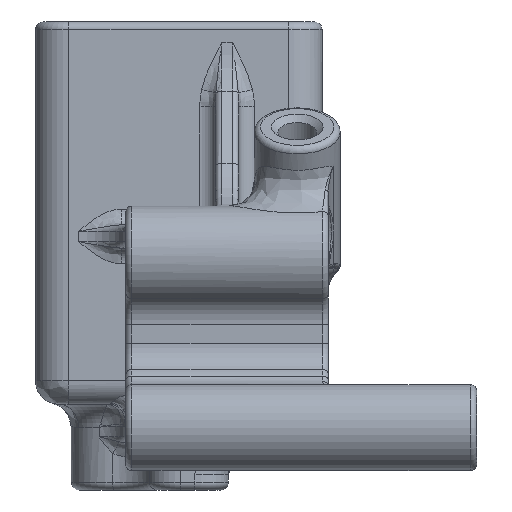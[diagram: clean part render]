
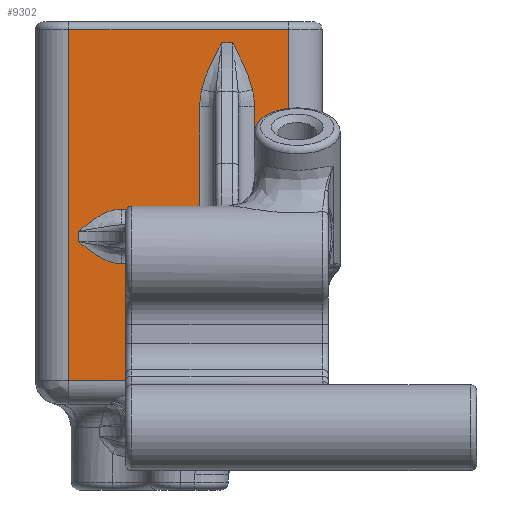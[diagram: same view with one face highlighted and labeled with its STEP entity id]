
A CAD part, left-side view. The second image highlights one B-rep face of the part: STEP entity #9302.
In plain terms, the highlighted planar face has unit normal (-1, 0, 0).
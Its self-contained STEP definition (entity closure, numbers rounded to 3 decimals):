
#188=ELLIPSE('',#10110,2.721,1.4);
#189=ELLIPSE('',#10111,2.721,1.4);
#244=PLANE('',#10109);
#599=LINE('',#16252,#1020);
#607=LINE('',#16288,#1028);
#608=LINE('',#16292,#1029);
#609=LINE('',#16307,#1030);
#610=LINE('',#16318,#1031);
#611=LINE('',#16320,#1032);
#612=LINE('',#16331,#1033);
#613=LINE('',#16342,#1034);
#614=LINE('',#16344,#1035);
#615=LINE('',#16346,#1036);
#616=LINE('',#16348,#1037);
#617=LINE('',#16350,#1038);
#618=LINE('',#16352,#1039);
#619=LINE('',#16353,#1040);
#1020=VECTOR('',#11612,10.);
#1028=VECTOR('',#11646,10.);
#1029=VECTOR('',#11651,10.);
#1030=VECTOR('',#11652,10.);
#1031=VECTOR('',#11653,10.);
#1032=VECTOR('',#11654,10.);
#1033=VECTOR('',#11657,10.);
#1034=VECTOR('',#11660,10.);
#1035=VECTOR('',#11661,10.);
#1036=VECTOR('',#11662,10.);
#1037=VECTOR('',#11663,10.);
#1038=VECTOR('',#11664,2.15);
#1039=VECTOR('',#11665,10.);
#1040=VECTOR('',#11666,10.);
#1464=FACE_OUTER_BOUND('',#2117,.T.);
#2117=EDGE_LOOP('',(#6510,#6511,#6512,#6513,#6514,#6515,#6516,#6517,#6518,
#6519,#6520,#6521,#6522,#6523,#6524,#6525,#6526,#6527,#6528,#6529));
#3494=B_SPLINE_CURVE_WITH_KNOTS('',3,(#16294,#16295,#16296,#16297,#16298,
#16299,#16300,#16301,#16302,#16303,#16304,#16305),.UNSPECIFIED.,.F.,.F.,
(4,2,1,1,1,1,1,1,4),(-0.313,-0.313,-0.219,
-0.188,-0.125,-0.094,-0.063,
-0.031,0.),.UNSPECIFIED.);
#3495=B_SPLINE_CURVE_WITH_KNOTS('',3,(#16309,#16310,#16311,#16312,#16313,
#16314,#16315,#16316),.UNSPECIFIED.,.F.,.F.,(4,1,1,2,4),(-0.313,
-0.188,-0.125,0.,0.001),
 .UNSPECIFIED.);
#3496=B_SPLINE_CURVE_WITH_KNOTS('',3,(#16324,#16325,#16326,#16327,#16328,
#16329),.UNSPECIFIED.,.F.,.F.,(4,2,4),(-0.326,-0.325,
0.),.UNSPECIFIED.);
#3497=B_SPLINE_CURVE_WITH_KNOTS('',3,(#16333,#16334,#16335,#16336,#16337,
#16338),.UNSPECIFIED.,.F.,.F.,(4,2,4),(-0.325,0.,0.001),
 .UNSPECIFIED.);
#3971=VERTEX_POINT('',#16247);
#3972=VERTEX_POINT('',#16250);
#3981=VERTEX_POINT('',#16287);
#3982=VERTEX_POINT('',#16291);
#3983=VERTEX_POINT('',#16293);
#3984=VERTEX_POINT('',#16306);
#3985=VERTEX_POINT('',#16308);
#3986=VERTEX_POINT('',#16317);
#3987=VERTEX_POINT('',#16319);
#3988=VERTEX_POINT('',#16321);
#3989=VERTEX_POINT('',#16323);
#3990=VERTEX_POINT('',#16330);
#3991=VERTEX_POINT('',#16332);
#3992=VERTEX_POINT('',#16339);
#3993=VERTEX_POINT('',#16341);
#3994=VERTEX_POINT('',#16343);
#3995=VERTEX_POINT('',#16345);
#3996=VERTEX_POINT('',#16347);
#3997=VERTEX_POINT('',#16349);
#3998=VERTEX_POINT('',#16351);
#4888=EDGE_CURVE('',#3972,#3971,#599,.T.);
#4903=EDGE_CURVE('',#3971,#3981,#607,.T.);
#4905=EDGE_CURVE('',#3982,#3972,#608,.T.);
#4906=EDGE_CURVE('',#3983,#3982,#3494,.T.);
#4907=EDGE_CURVE('',#3984,#3983,#609,.T.);
#4908=EDGE_CURVE('',#3985,#3984,#3495,.T.);
#4909=EDGE_CURVE('',#3986,#3985,#610,.T.);
#4910=EDGE_CURVE('',#3987,#3986,#611,.T.);
#4911=EDGE_CURVE('',#3988,#3987,#188,.T.);
#4912=EDGE_CURVE('',#3989,#3988,#3496,.T.);
#4913=EDGE_CURVE('',#3990,#3989,#612,.T.);
#4914=EDGE_CURVE('',#3991,#3990,#3497,.T.);
#4915=EDGE_CURVE('',#3992,#3991,#189,.T.);
#4916=EDGE_CURVE('',#3993,#3992,#613,.T.);
#4917=EDGE_CURVE('',#3994,#3993,#614,.T.);
#4918=EDGE_CURVE('',#3995,#3994,#615,.T.);
#4919=EDGE_CURVE('',#3996,#3995,#616,.T.);
#4920=EDGE_CURVE('',#3996,#3997,#617,.T.);
#4921=EDGE_CURVE('',#3998,#3997,#618,.T.);
#4922=EDGE_CURVE('',#3998,#3981,#619,.T.);
#6510=ORIENTED_EDGE('',*,*,#4888,.F.);
#6511=ORIENTED_EDGE('',*,*,#4905,.F.);
#6512=ORIENTED_EDGE('',*,*,#4906,.F.);
#6513=ORIENTED_EDGE('',*,*,#4907,.F.);
#6514=ORIENTED_EDGE('',*,*,#4908,.F.);
#6515=ORIENTED_EDGE('',*,*,#4909,.F.);
#6516=ORIENTED_EDGE('',*,*,#4910,.F.);
#6517=ORIENTED_EDGE('',*,*,#4911,.F.);
#6518=ORIENTED_EDGE('',*,*,#4912,.F.);
#6519=ORIENTED_EDGE('',*,*,#4913,.F.);
#6520=ORIENTED_EDGE('',*,*,#4914,.F.);
#6521=ORIENTED_EDGE('',*,*,#4915,.F.);
#6522=ORIENTED_EDGE('',*,*,#4916,.F.);
#6523=ORIENTED_EDGE('',*,*,#4917,.F.);
#6524=ORIENTED_EDGE('',*,*,#4918,.F.);
#6525=ORIENTED_EDGE('',*,*,#4919,.F.);
#6526=ORIENTED_EDGE('',*,*,#4920,.T.);
#6527=ORIENTED_EDGE('',*,*,#4921,.F.);
#6528=ORIENTED_EDGE('',*,*,#4922,.T.);
#6529=ORIENTED_EDGE('',*,*,#4903,.F.);
#9302=ADVANCED_FACE('',(#1464),#244,.F.);
#10109=AXIS2_PLACEMENT_3D('',#16290,#11649,#11650);
#10110=AXIS2_PLACEMENT_3D('',#16322,#11655,#11656);
#10111=AXIS2_PLACEMENT_3D('',#16340,#11658,#11659);
#11612=DIRECTION('',(0.,0.,-1.));
#11646=DIRECTION('',(0.,1.,0.));
#11649=DIRECTION('center_axis',(1.,0.,0.));
#11650=DIRECTION('ref_axis',(0.,-1.,0.));
#11651=DIRECTION('',(0.,-1.,0.));
#11652=DIRECTION('',(0.,0.,-1.));
#11653=DIRECTION('',(0.,1.,0.));
#11654=DIRECTION('',(0.,0.,-1.));
#11655=DIRECTION('center_axis',(-1.,0.,0.));
#11656=DIRECTION('ref_axis',(0.,0.,1.));
#11657=DIRECTION('',(0.,1.,0.));
#11658=DIRECTION('center_axis',(-1.,0.,0.));
#11659=DIRECTION('ref_axis',(0.,0.,1.));
#11660=DIRECTION('',(0.,0.,1.));
#11661=DIRECTION('',(0.,1.,0.));
#11662=DIRECTION('',(0.,0.,-1.));
#11663=DIRECTION('',(0.,-1.,0.));
#11664=DIRECTION('',(0.,0.,-1.));
#11665=DIRECTION('',(0.,1.,0.));
#11666=DIRECTION('',(0.,0.,-1.));
#16247=CARTESIAN_POINT('',(18.05,6.25,-19.));
#16250=CARTESIAN_POINT('',(18.05,6.25,-10.));
#16252=CARTESIAN_POINT('',(18.05,6.25,-1.625));
#16287=CARTESIAN_POINT('',(18.05,7.46,-19.));
#16288=CARTESIAN_POINT('',(18.05,12.82,-19.));
#16290=CARTESIAN_POINT('Origin',(18.05,14.64,5.5));
#16291=CARTESIAN_POINT('',(18.05,11.25,-10.));
#16292=CARTESIAN_POINT('',(18.05,12.82,-10.));
#16293=CARTESIAN_POINT('',(18.05,14.,-8.6));
#16294=CARTESIAN_POINT('Ctrl Pts',(18.05,14.,-8.6));
#16295=CARTESIAN_POINT('Ctrl Pts',(18.05,13.998,-8.601));
#16296=CARTESIAN_POINT('Ctrl Pts',(18.05,13.997,-8.603));
#16297=CARTESIAN_POINT('Ctrl Pts',(18.05,13.755,-8.805));
#16298=CARTESIAN_POINT('Ctrl Pts',(18.05,13.429,-9.077));
#16299=CARTESIAN_POINT('Ctrl Pts',(18.05,12.913,-9.443));
#16300=CARTESIAN_POINT('Ctrl Pts',(18.05,12.553,-9.656));
#16301=CARTESIAN_POINT('Ctrl Pts',(18.05,12.172,-9.823));
#16302=CARTESIAN_POINT('Ctrl Pts',(18.05,11.874,-9.921));
#16303=CARTESIAN_POINT('Ctrl Pts',(18.05,11.564,-9.985));
#16304=CARTESIAN_POINT('Ctrl Pts',(18.05,11.355,-10.));
#16305=CARTESIAN_POINT('Ctrl Pts',(18.05,11.25,-10.));
#16306=CARTESIAN_POINT('',(18.05,14.,-7.9));
#16307=CARTESIAN_POINT('',(18.05,14.,-4.638));
#16308=CARTESIAN_POINT('',(18.05,11.25,-6.5));
#16309=CARTESIAN_POINT('Ctrl Pts',(18.05,11.25,-6.5));
#16310=CARTESIAN_POINT('Ctrl Pts',(18.05,11.668,-6.5));
#16311=CARTESIAN_POINT('Ctrl Pts',(18.05,12.284,-6.684));
#16312=CARTESIAN_POINT('Ctrl Pts',(18.05,13.18,-7.217));
#16313=CARTESIAN_POINT('Ctrl Pts',(18.05,13.675,-7.628));
#16314=CARTESIAN_POINT('Ctrl Pts',(18.05,13.997,-7.897));
#16315=CARTESIAN_POINT('Ctrl Pts',(18.05,13.998,-7.899));
#16316=CARTESIAN_POINT('Ctrl Pts',(18.05,14.,-7.9));
#16317=CARTESIAN_POINT('',(18.05,6.25,-6.5));
#16318=CARTESIAN_POINT('',(18.05,12.82,-6.5));
#16319=CARTESIAN_POINT('',(18.05,6.25,0.056));
#16320=CARTESIAN_POINT('',(18.05,6.25,-1.625));
#16321=CARTESIAN_POINT('',(18.05,6.129,1.162));
#16322=CARTESIAN_POINT('Origin',(18.05,4.85,0.056));
#16323=CARTESIAN_POINT('',(18.05,4.85,4.162));
#16324=CARTESIAN_POINT('Ctrl Pts',(18.05,4.85,4.162));
#16325=CARTESIAN_POINT('Ctrl Pts',(18.05,4.852,4.159));
#16326=CARTESIAN_POINT('Ctrl Pts',(18.05,4.853,4.156));
#16327=CARTESIAN_POINT('Ctrl Pts',(18.05,5.36,3.195));
#16328=CARTESIAN_POINT('Ctrl Pts',(18.05,5.887,2.218));
#16329=CARTESIAN_POINT('Ctrl Pts',(18.05,6.129,1.162));
#16330=CARTESIAN_POINT('',(18.05,4.15,4.162));
#16331=CARTESIAN_POINT('',(18.05,9.195,4.162));
#16332=CARTESIAN_POINT('',(18.05,2.871,1.162));
#16333=CARTESIAN_POINT('Ctrl Pts',(18.05,2.871,1.162));
#16334=CARTESIAN_POINT('Ctrl Pts',(18.05,3.113,2.218));
#16335=CARTESIAN_POINT('Ctrl Pts',(18.05,3.639,3.195));
#16336=CARTESIAN_POINT('Ctrl Pts',(18.05,4.147,4.156));
#16337=CARTESIAN_POINT('Ctrl Pts',(18.05,4.148,4.159));
#16338=CARTESIAN_POINT('Ctrl Pts',(18.05,4.15,4.162));
#16339=CARTESIAN_POINT('',(18.05,2.75,0.056));
#16340=CARTESIAN_POINT('Origin',(18.05,4.15,0.056));
#16341=CARTESIAN_POINT('',(18.05,2.75,-6.5));
#16342=CARTESIAN_POINT('',(18.05,2.75,-4.511));
#16343=CARTESIAN_POINT('',(18.05,0.56,-6.5));
#16344=CARTESIAN_POINT('',(18.05,12.82,-6.5));
#16345=CARTESIAN_POINT('',(18.05,0.56,5.));
#16346=CARTESIAN_POINT('',(18.05,0.56,5.5));
#16347=CARTESIAN_POINT('',(18.05,14.64,5.));
#16348=CARTESIAN_POINT('',(18.05,11.29,5.));
#16349=CARTESIAN_POINT('',(18.05,14.64,-17.5));
#16350=CARTESIAN_POINT('',(18.05,14.64,5.5));
#16351=CARTESIAN_POINT('',(18.05,7.46,-17.5));
#16352=CARTESIAN_POINT('',(18.05,13.383,-17.5));
#16353=CARTESIAN_POINT('',(18.05,7.46,-24.5));
